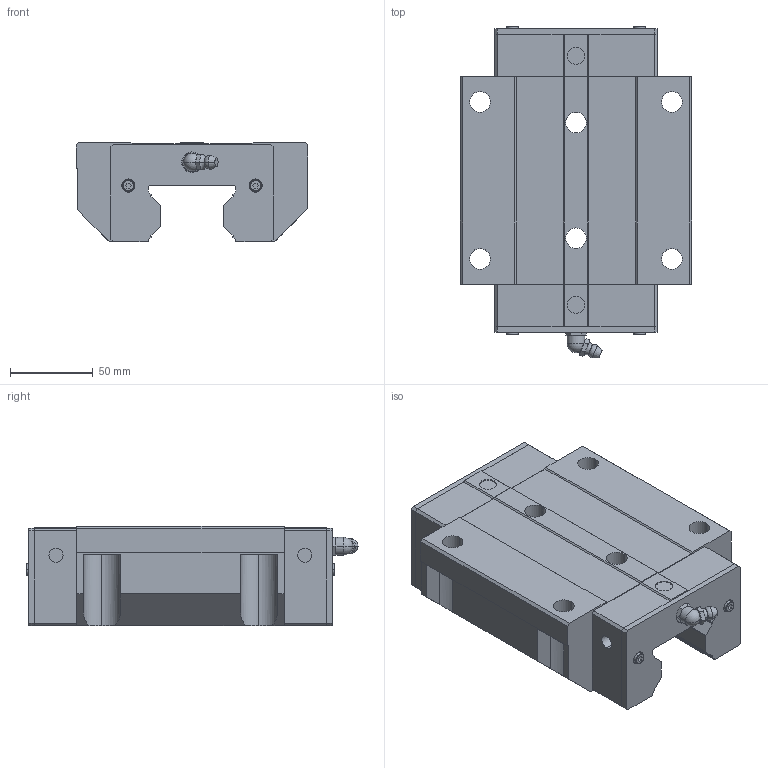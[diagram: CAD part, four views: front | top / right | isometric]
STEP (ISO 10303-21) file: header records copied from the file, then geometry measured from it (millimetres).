
FILE_DESCRIPTION(('STEP AP214'),'1');
FILE_NAME('cctmp_91916153-63A5-421E-AAC8-8991545CCDB5_2024_08_20_20_22_05_0658..stp','2024-08-20T18:22:05',('HIWIN GmbH'),('CADClick - www.CADClick.com'),'Spatial InterOp 3D',' ','unknown authorization');
FILE_SCHEMA(('AUTOMOTIVE_DESIGN'));
Length unit declared in the file: millimetre
Products named in the file (1): RGW55CCZAH_FILE
Bounding box: 140 x 200.79 x 60 mm (x, y, z)
Volume: 973737.7 mm3; surface area: 105528.7 mm2
Topology: 1 solids, 4 shells, 328 faces, 852 edges, 556 vertices
Faces by surface type: plane 184, cylinder 106, torus 22, cone 14, sphere 2
Entity records: 12824 total; most frequent: CARTESIAN_POINT 1955, DIRECTION 1740, ORIENTED_EDGE 1700, EDGE_CURVE 850, AXIS2_PLACEMENT_3D 597, VERTEX_POINT 556, LINE 546, VECTOR 546
